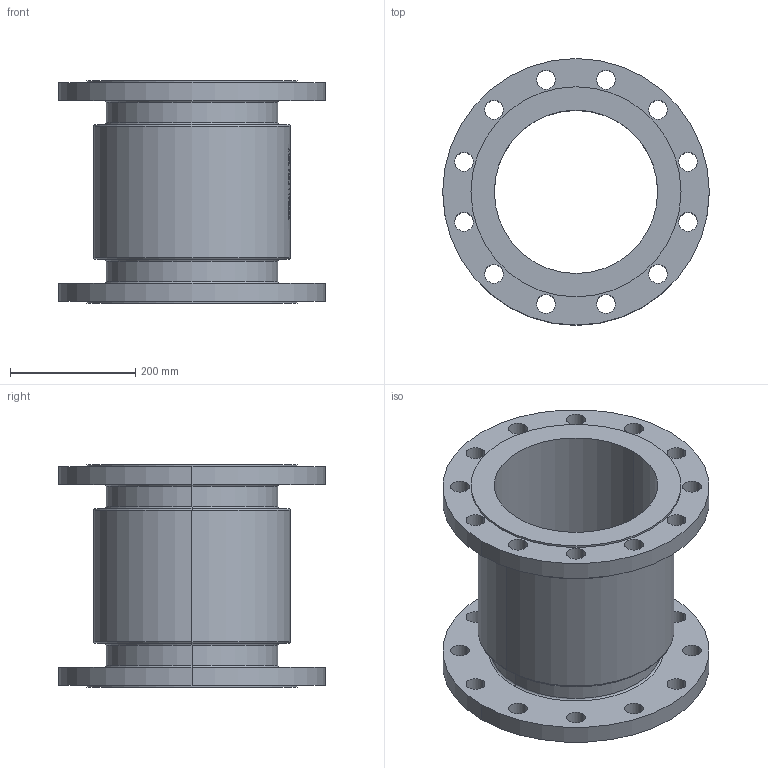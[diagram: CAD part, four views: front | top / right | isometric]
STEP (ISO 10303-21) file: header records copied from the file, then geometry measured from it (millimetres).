
FILE_DESCRIPTION (( 'STEP AP214' ), '1' );
FILE_NAME ('7120000_DN250_PN25_1190555.STEP', '2022-02-23T11:34:48', ( 'axxx' ), ( 'Hewlett-Packard Company' ), 'SwSTEP 2.0', 'SolidWorks 2019', '' );
FILE_SCHEMA (( 'AUTOMOTIVE_DESIGN' ));
Length unit declared in the file: millimetre
Products named in the file (1): 7120000_DN250_PN25_1190555
Bounding box: 425 x 425 x 355 mm (x, y, z)
Volume: 10350379.1 mm3; surface area: 1061992.5 mm2
Topology: 1 solids, 1 shells, 559 faces, 1467 edges, 974 vertices
Faces by surface type: plane 243, bspline 223, cylinder 81, torus 12
Entity records: 31291 total; most frequent: CARTESIAN_POINT 18829, ORIENTED_EDGE 2934, DIRECTION 1856, EDGE_CURVE 1467, VERTEX_POINT 974, VECTOR 764, LINE 764, EDGE_LOOP 673
